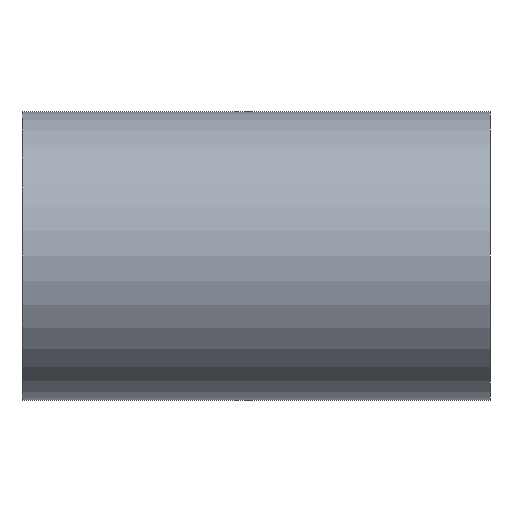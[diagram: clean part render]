
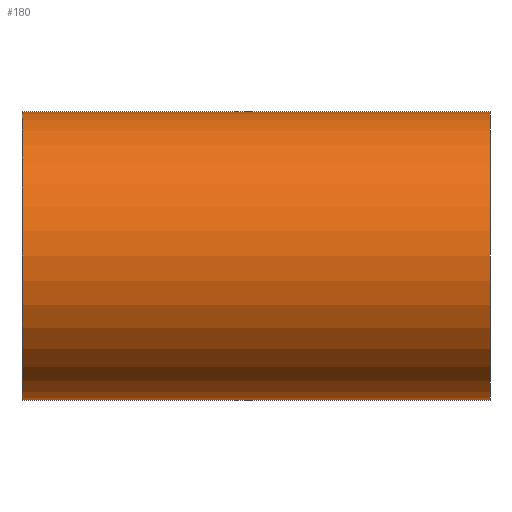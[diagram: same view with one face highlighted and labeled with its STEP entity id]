
A CAD part, left-side view. The second image highlights one B-rep face of the part: STEP entity #180.
In plain terms, the highlighted cylindrical face has radius 9.525 mm (diameter 19.05 mm), a partial arc.
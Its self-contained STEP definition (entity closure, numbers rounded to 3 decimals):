
#28 = DIRECTION ( 'NONE',  ( 0., 1., 0. ) ) ;
#58 = LINE ( 'NONE', #613, #299 ) ;
#68 = CARTESIAN_POINT ( 'NONE',  ( 0., 0., 9.525 ) ) ;
#88 = LINE ( 'NONE', #550, #527 ) ;
#94 = AXIS2_PLACEMENT_3D ( 'NONE', #473, #97, #425 ) ;
#97 = DIRECTION ( 'NONE',  ( 0., 1., 0. ) ) ;
#100 = EDGE_CURVE ( 'NONE', #111, #327, #58, .T. ) ;
#111 = VERTEX_POINT ( 'NONE', #624 ) ;
#157 = AXIS2_PLACEMENT_3D ( 'NONE', #266, #28, #450 ) ;
#173 = EDGE_CURVE ( 'NONE', #111, #467, #455, .T. ) ;
#180 = ADVANCED_FACE ( 'NONE', ( #247 ), #377, .T. ) ;
#191 = ORIENTED_EDGE ( 'NONE', *, *, #173, .T. ) ;
#218 = DIRECTION ( 'NONE',  ( 0., 1., 0. ) ) ;
#247 = FACE_OUTER_BOUND ( 'NONE', #371, .T. ) ;
#253 = CIRCLE ( 'NONE', #157, 9.525 ) ;
#266 = CARTESIAN_POINT ( 'NONE',  ( 0., 30.9, 0. ) ) ;
#299 = VECTOR ( 'NONE', #326, 1000. ) ;
#324 = CARTESIAN_POINT ( 'NONE',  ( 0., 0., 0. ) ) ;
#326 = DIRECTION ( 'NONE',  ( 0., 1., 0. ) ) ;
#327 = VERTEX_POINT ( 'NONE', #446 ) ;
#338 = ORIENTED_EDGE ( 'NONE', *, *, #100, .F. ) ;
#371 = EDGE_LOOP ( 'NONE', ( #338, #191, #574, #451 ) ) ;
#377 = CYLINDRICAL_SURFACE ( 'NONE', #94, 9.525 ) ;
#379 = DIRECTION ( 'NONE',  ( 0., 1., 0. ) ) ;
#396 = CARTESIAN_POINT ( 'NONE',  ( 0., 30.9, 9.525 ) ) ;
#404 = VERTEX_POINT ( 'NONE', #396 ) ;
#425 = DIRECTION ( 'NONE',  ( 0., 0., 1. ) ) ;
#446 = CARTESIAN_POINT ( 'NONE',  ( 0., 30.9, -9.525 ) ) ;
#450 = DIRECTION ( 'NONE',  ( 0., 0., 1. ) ) ;
#451 = ORIENTED_EDGE ( 'NONE', *, *, #520, .F. ) ;
#455 = CIRCLE ( 'NONE', #586, 9.525 ) ;
#467 = VERTEX_POINT ( 'NONE', #68 ) ;
#473 = CARTESIAN_POINT ( 'NONE',  ( 0., 161.376, 0. ) ) ;
#508 = EDGE_CURVE ( 'NONE', #467, #404, #88, .T. ) ;
#518 = DIRECTION ( 'NONE',  ( 0., 0., 1. ) ) ;
#520 = EDGE_CURVE ( 'NONE', #327, #404, #253, .T. ) ;
#527 = VECTOR ( 'NONE', #218, 1000. ) ;
#550 = CARTESIAN_POINT ( 'NONE',  ( 0., 161.376, 9.525 ) ) ;
#574 = ORIENTED_EDGE ( 'NONE', *, *, #508, .T. ) ;
#586 = AXIS2_PLACEMENT_3D ( 'NONE', #324, #379, #518 ) ;
#613 = CARTESIAN_POINT ( 'NONE',  ( 0., 161.376, -9.525 ) ) ;
#624 = CARTESIAN_POINT ( 'NONE',  ( 0., 0., -9.525 ) ) ;
